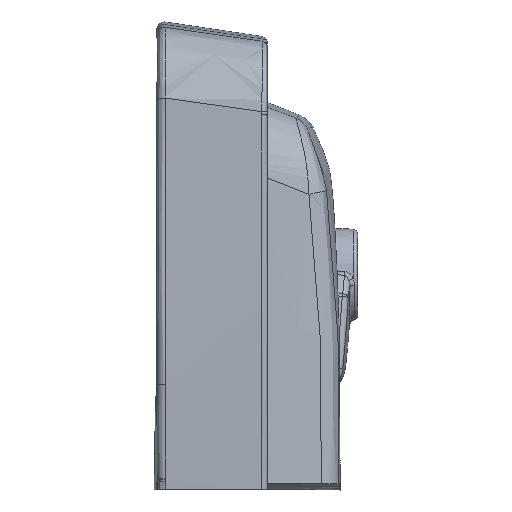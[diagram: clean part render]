
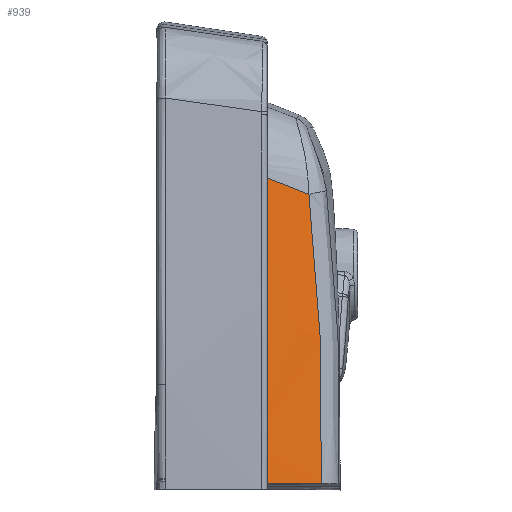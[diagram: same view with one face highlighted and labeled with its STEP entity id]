
A CAD part, left-side view. The second image highlights one B-rep face of the part: STEP entity #939.
In plain terms, the highlighted free-form (B-spline) face has degree [3, 3] with [4, 7] control points.
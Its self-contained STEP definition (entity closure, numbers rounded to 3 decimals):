
#939=ADVANCED_FACE('',(#1513),#1200,.T.);
#1200=B_SPLINE_SURFACE_WITH_KNOTS('',3,3,((#29943,#29944,#29945,#29946,
#29947,#29948,#29949),(#29950,#29951,#29952,#29953,#29954,#29955,#29956),
(#29957,#29958,#29959,#29960,#29961,#29962,#29963),(#29964,#29965,#29966,
#29967,#29968,#29969,#29970)),.UNSPECIFIED.,.F.,.F.,.F.,(4,4),(4,3,4),(0.,
1.),(0.,0.5,1.),.UNSPECIFIED.);
#1513=FACE_OUTER_BOUND('',#1988,.T.);
#1988=EDGE_LOOP('',(#3441,#3442,#3443,#3444,#3445,#3446,#3447));
#3441=ORIENTED_EDGE('',*,*,#5713,.F.);
#3442=ORIENTED_EDGE('',*,*,#5714,.F.);
#3443=ORIENTED_EDGE('',*,*,#5715,.F.);
#3444=ORIENTED_EDGE('',*,*,#5717,.F.);
#3445=ORIENTED_EDGE('',*,*,#5786,.F.);
#3446=ORIENTED_EDGE('',*,*,#5787,.T.);
#3447=ORIENTED_EDGE('',*,*,#5782,.F.);
#4769=VERTEX_POINT('',#25990);
#4770=VERTEX_POINT('',#26014);
#4774=VERTEX_POINT('',#26046);
#4811=VERTEX_POINT('',#26850);
#4819=VERTEX_POINT('',#27011);
#4858=VERTEX_POINT('',#29884);
#4860=VERTEX_POINT('',#29923);
#5713=EDGE_CURVE('',#4769,#4811,#6695,.T.);
#5714=EDGE_CURVE('',#4770,#4769,#6696,.T.);
#5715=EDGE_CURVE('',#4819,#4770,#6697,.T.);
#5717=EDGE_CURVE('',#4774,#4819,#6698,.T.);
#5782=EDGE_CURVE('',#4811,#4858,#6754,.T.);
#5786=EDGE_CURVE('',#4860,#4774,#6757,.T.);
#5787=EDGE_CURVE('',#4860,#4858,#6758,.T.);
#6695=B_SPLINE_CURVE_WITH_KNOTS('',3,(#26969,#26970,#26971,#26972),
 .UNSPECIFIED.,.F.,.F.,(4,4),(0.,1.),.UNSPECIFIED.);
#6696=B_SPLINE_CURVE_WITH_KNOTS('',3,(#26985,#26986,#26987,#26988),
 .UNSPECIFIED.,.F.,.F.,(4,4),(0.,1.),.UNSPECIFIED.);
#6697=B_SPLINE_CURVE_WITH_KNOTS('',3,(#27007,#27008,#27009,#27010),
 .UNSPECIFIED.,.F.,.F.,(4,4),(0.,1.),.UNSPECIFIED.);
#6698=B_SPLINE_CURVE_WITH_KNOTS('',3,(#27031,#27032,#27033,#27034,#27035,
#27036,#27037),.UNSPECIFIED.,.F.,.F.,(4,3,4),(0.,0.583,1.),
 .UNSPECIFIED.);
#6754=B_SPLINE_CURVE_WITH_KNOTS('',3,(#29878,#29879,#29880,#29881,#29882,
#29883),.UNSPECIFIED.,.F.,.F.,(4,2,4),(0.,0.5,1.),.UNSPECIFIED.);
#6757=B_SPLINE_CURVE_WITH_KNOTS('',3,(#29924,#29925,#29926,#29927),
 .UNSPECIFIED.,.F.,.F.,(4,4),(0.,1.),.UNSPECIFIED.);
#6758=B_SPLINE_CURVE_WITH_KNOTS('',3,(#29929,#29930,#29931,#29932,#29933,
#29934,#29935,#29936,#29937,#29938,#29939,#29940,#29941,#29942),
 .UNSPECIFIED.,.F.,.F.,(4,2,2,2,2,2,4),(0.,0.25,0.5,0.75,0.875,0.938,1.),
 .UNSPECIFIED.);
#25990=CARTESIAN_POINT('',(-173.75,-75.887,249.557));
#26014=CARTESIAN_POINT('',(-181.387,-75.887,37.641));
#26046=CARTESIAN_POINT('',(-180.722,-80.849,5.));
#26850=CARTESIAN_POINT('',(-173.476,-76.905,250.312));
#26969=CARTESIAN_POINT('',(-173.75,-75.887,249.557));
#26970=CARTESIAN_POINT('',(-173.658,-76.239,249.786));
#26971=CARTESIAN_POINT('',(-173.566,-76.579,250.038));
#26972=CARTESIAN_POINT('',(-173.476,-76.905,250.312));
#26985=CARTESIAN_POINT('',(-181.387,-75.887,37.641));
#26986=CARTESIAN_POINT('',(-180.129,-75.887,108.32));
#26987=CARTESIAN_POINT('',(-177.508,-75.887,178.967));
#26988=CARTESIAN_POINT('',(-173.75,-75.887,249.557));
#27007=CARTESIAN_POINT('',(-180.381,-80.849,28.988));
#27008=CARTESIAN_POINT('',(-180.324,-80.849,32.525));
#27009=CARTESIAN_POINT('',(-180.735,-78.879,35.902));
#27010=CARTESIAN_POINT('',(-181.387,-75.887,37.641));
#27011=CARTESIAN_POINT('',(-180.381,-80.849,28.988));
#27031=CARTESIAN_POINT('',(-180.722,-80.849,5.));
#27032=CARTESIAN_POINT('',(-180.666,-80.849,9.663));
#27033=CARTESIAN_POINT('',(-180.604,-80.849,14.326));
#27034=CARTESIAN_POINT('',(-180.536,-80.849,18.989));
#27035=CARTESIAN_POINT('',(-180.487,-80.849,22.322));
#27036=CARTESIAN_POINT('',(-180.436,-80.849,25.655));
#27037=CARTESIAN_POINT('',(-180.381,-80.849,28.988));
#29878=CARTESIAN_POINT('',(-173.476,-76.905,250.312));
#29879=CARTESIAN_POINT('',(-171.881,-84.386,247.935));
#29880=CARTESIAN_POINT('',(-170.161,-91.814,245.388));
#29881=CARTESIAN_POINT('',(-166.616,-106.245,239.83));
#29882=CARTESIAN_POINT('',(-164.785,-113.275,236.815));
#29883=CARTESIAN_POINT('',(-162.955,-120.037,233.423));
#29884=CARTESIAN_POINT('',(-162.955,-120.037,233.423));
#29923=CARTESIAN_POINT('',(-167.299,-129.808,5.));
#29924=CARTESIAN_POINT('',(-167.299,-129.808,5.));
#29925=CARTESIAN_POINT('',(-172.295,-113.631,5.));
#29926=CARTESIAN_POINT('',(-176.824,-97.326,5.));
#29927=CARTESIAN_POINT('',(-180.722,-80.849,5.));
#29929=CARTESIAN_POINT('',(-167.299,-129.808,5.));
#29930=CARTESIAN_POINT('',(-167.091,-129.73,24.083));
#29931=CARTESIAN_POINT('',(-166.787,-129.656,43.165));
#29932=CARTESIAN_POINT('',(-165.989,-129.505,81.325));
#29933=CARTESIAN_POINT('',(-165.469,-129.516,100.413));
#29934=CARTESIAN_POINT('',(-164.576,-128.449,138.525));
#29935=CARTESIAN_POINT('',(-164.165,-127.494,157.553));
#29936=CARTESIAN_POINT('',(-163.594,-125.437,186.053));
#29937=CARTESIAN_POINT('',(-163.411,-124.648,195.546));
#29938=CARTESIAN_POINT('',(-163.149,-123.307,209.774));
#29939=CARTESIAN_POINT('',(-163.049,-122.883,214.519));
#29940=CARTESIAN_POINT('',(-162.921,-121.758,223.99));
#29941=CARTESIAN_POINT('',(-162.908,-121.01,228.713));
#29942=CARTESIAN_POINT('',(-162.955,-120.037,233.423));
#29943=CARTESIAN_POINT('',(-181.968,-75.561,3.549));
#29944=CARTESIAN_POINT('',(-181.476,-75.561,44.945));
#29945=CARTESIAN_POINT('',(-180.538,-75.561,86.336));
#29946=CARTESIAN_POINT('',(-179.156,-75.561,127.713));
#29947=CARTESIAN_POINT('',(-177.773,-75.561,169.089));
#29948=CARTESIAN_POINT('',(-175.918,-75.561,210.446));
#29949=CARTESIAN_POINT('',(-173.705,-75.561,251.799));
#29950=CARTESIAN_POINT('',(-177.789,-93.912,3.474));
#29951=CARTESIAN_POINT('',(-177.297,-93.912,44.846));
#29952=CARTESIAN_POINT('',(-176.36,-93.912,86.213));
#29953=CARTESIAN_POINT('',(-174.979,-93.912,127.565));
#29954=CARTESIAN_POINT('',(-173.598,-93.912,168.917));
#29955=CARTESIAN_POINT('',(-171.744,-93.912,210.25));
#29956=CARTESIAN_POINT('',(-169.533,-93.912,251.578));
#29957=CARTESIAN_POINT('',(-172.794,-112.1,3.419));
#29958=CARTESIAN_POINT('',(-172.303,-112.1,44.754));
#29959=CARTESIAN_POINT('',(-171.367,-112.1,86.084));
#29960=CARTESIAN_POINT('',(-169.987,-112.1,127.4));
#29961=CARTESIAN_POINT('',(-168.606,-112.1,168.715));
#29962=CARTESIAN_POINT('',(-166.755,-112.1,210.011));
#29963=CARTESIAN_POINT('',(-164.545,-112.1,251.303));
#29964=CARTESIAN_POINT('',(-167.22,-130.128,3.377));
#29965=CARTESIAN_POINT('',(-166.729,-130.128,44.667));
#29966=CARTESIAN_POINT('',(-165.794,-130.128,85.951));
#29967=CARTESIAN_POINT('',(-164.415,-130.128,127.221));
#29968=CARTESIAN_POINT('',(-163.036,-130.128,168.491));
#29969=CARTESIAN_POINT('',(-161.186,-130.128,209.742));
#29970=CARTESIAN_POINT('',(-158.978,-130.128,250.988));
